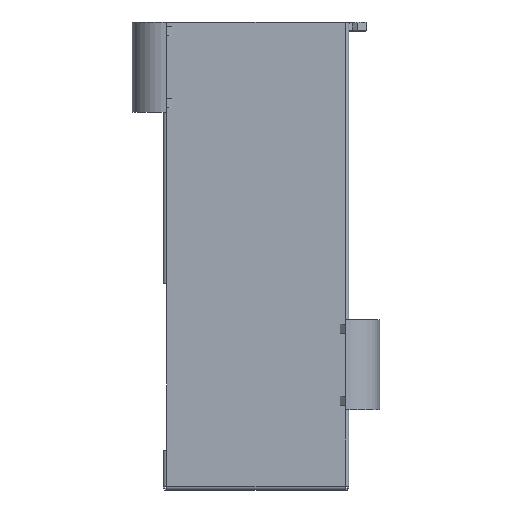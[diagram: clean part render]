
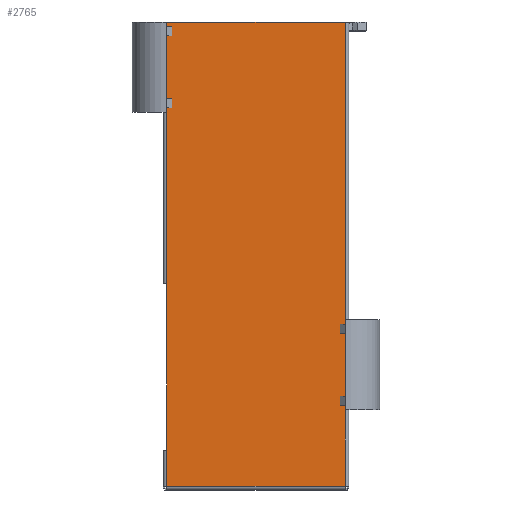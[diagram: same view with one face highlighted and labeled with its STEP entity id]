
A CAD part, left-side view. The second image highlights one B-rep face of the part: STEP entity #2765.
In plain terms, the highlighted planar face has unit normal (-1, 0, 0).
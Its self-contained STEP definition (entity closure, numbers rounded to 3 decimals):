
#274=LINE($,#15266,#559);
#279=LINE($,#15280,#564);
#282=LINE($,#15289,#567);
#303=LINE($,#15341,#588);
#306=LINE($,#15348,#591);
#318=LINE($,#15377,#603);
#321=LINE($,#15386,#606);
#357=LINE($,#15464,#642);
#364=LINE($,#15484,#649);
#559=VECTOR($,#3352,100.);
#564=VECTOR($,#3365,85.);
#567=VECTOR($,#3374,330.);
#588=VECTOR($,#3421,100.);
#591=VECTOR($,#3428,190.);
#603=VECTOR($,#3454,185.);
#606=VECTOR($,#3465,40.);
#642=VECTOR($,#3545,198.);
#649=VECTOR($,#3578,198.);
#843=PLANE($,#3007);
#1006=FACE_OUTER_BOUND($,#1187,.T.);
#1187=EDGE_LOOP($,(#2332,#2333,#2334,#2335,#2336,#2337,#2338,#2339,#2340));
#1362=VERTEX_POINT($,#15250);
#1369=VERTEX_POINT($,#15265);
#1374=VERTEX_POINT($,#15279);
#1377=VERTEX_POINT($,#15287);
#1388=VERTEX_POINT($,#15325);
#1395=VERTEX_POINT($,#15340);
#1397=VERTEX_POINT($,#15346);
#1401=VERTEX_POINT($,#15362);
#1409=VERTEX_POINT($,#15384);
#1638=EDGE_CURVE($,#1362,#1369,#274,.T.);
#1645=EDGE_CURVE($,#1369,#1374,#279,.T.);
#1650=EDGE_CURVE($,#1377,#1362,#282,.T.);
#1675=EDGE_CURVE($,#1395,#1388,#303,.T.);
#1679=EDGE_CURVE($,#1388,#1397,#306,.T.);
#1693=EDGE_CURVE($,#1397,#1401,#318,.T.);
#1698=EDGE_CURVE($,#1401,#1409,#321,.T.);
#1738=EDGE_CURVE($,#1409,#1374,#357,.T.);
#1748=EDGE_CURVE($,#1395,#1377,#364,.T.);
#2332=ORIENTED_EDGE($,*,*,#1738,.T.);
#2333=ORIENTED_EDGE($,*,*,#1645,.F.);
#2334=ORIENTED_EDGE($,*,*,#1638,.F.);
#2335=ORIENTED_EDGE($,*,*,#1650,.F.);
#2336=ORIENTED_EDGE($,*,*,#1748,.F.);
#2337=ORIENTED_EDGE($,*,*,#1675,.T.);
#2338=ORIENTED_EDGE($,*,*,#1679,.T.);
#2339=ORIENTED_EDGE($,*,*,#1693,.T.);
#2340=ORIENTED_EDGE($,*,*,#1698,.T.);
#2765=ADVANCED_FACE($,(#1006),#843,.T.);
#3007=AXIS2_PLACEMENT_3D($,#15485,#3579,#3580);
#3352=DIRECTION($,(0.,0.,-1.));
#3365=DIRECTION($,(0.,0.,-1.));
#3374=DIRECTION($,(0.,0.,-1.));
#3421=DIRECTION($,(0.,0.,-1.));
#3428=DIRECTION($,(0.,0.,-1.));
#3454=DIRECTION($,(0.,0.,-1.));
#3465=DIRECTION($,(0.,0.,-1.));
#3545=DIRECTION($,(0.,-1.,0.));
#3578=DIRECTION($,(0.,-1.,0.));
#3579=DIRECTION('center_axis',(-1.,0.,0.));
#3580=DIRECTION('ref_axis',(0.,0.,1.));
#15250=CARTESIAN_POINT('',(-140.968,-112.24,189.));
#15265=CARTESIAN_POINT('',(-140.968,-112.24,89.));
#15266=CARTESIAN_POINT($,(-140.968,-112.24,259.5));
#15279=CARTESIAN_POINT('',(-140.968,-112.24,4.));
#15280=CARTESIAN_POINT($,(-140.968,-112.24,259.5));
#15287=CARTESIAN_POINT('',(-140.968,-112.24,519.));
#15289=CARTESIAN_POINT($,(-140.968,-112.24,259.5));
#15325=CARTESIAN_POINT('',(-140.968,85.76,419.));
#15340=CARTESIAN_POINT('',(-140.968,85.76,519.));
#15341=CARTESIAN_POINT($,(-140.968,85.76,259.5));
#15346=CARTESIAN_POINT('',(-140.968,85.76,229.));
#15348=CARTESIAN_POINT($,(-140.968,85.76,259.5));
#15362=CARTESIAN_POINT('',(-140.968,85.76,44.));
#15377=CARTESIAN_POINT($,(-140.968,85.76,259.5));
#15384=CARTESIAN_POINT('',(-140.968,85.76,4.));
#15386=CARTESIAN_POINT($,(-140.968,85.76,259.5));
#15464=CARTESIAN_POINT($,(-140.968,36.26,4.));
#15484=CARTESIAN_POINT($,(-140.968,112.284,519.));
#15485=CARTESIAN_POINT('Origin',(-140.968,-13.24,259.5));
